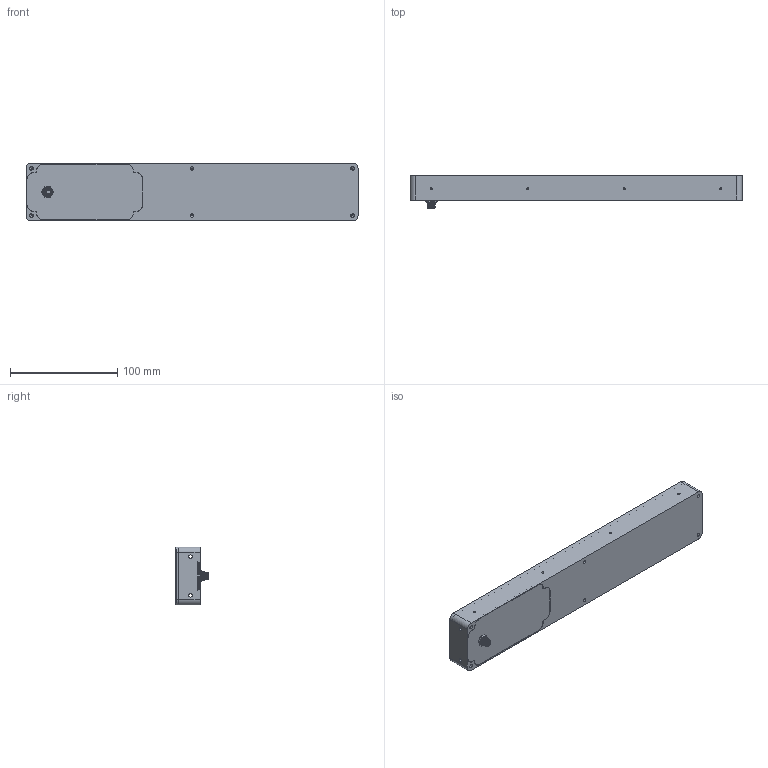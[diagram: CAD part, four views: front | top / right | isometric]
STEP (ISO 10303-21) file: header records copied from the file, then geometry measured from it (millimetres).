
FILE_DESCRIPTION(/* description */ ('CAx-IF Rec.Pracs.---Representation and Presentation of Product Manufacturing Information (PMI)---4.0---2014-10-13','CAx-IF Rec.Pracs.---3D Tessellated Geometry---0.4---2014-09-14','2;1'),/* implementation_level */ '2;1');
FILE_NAME(/* name */ 'WBL-0430',/* time_stamp */ '2024-12-13T13:01:09+01:00',/* author */ (''),/* organization */ ('Baumer'),/* preprocessor_version */ 'ST-DEVELOPER v19.4',/* originating_system */ 'Solid Edge',/* authorisation */ 'Unknown');
FILE_SCHEMA (('AP242_MANAGED_MODEL_BASED_3D_ENGINEERING_MIM_LF { 1 0 10303 442 1 1 4 }'));
Length unit declared in the file: millimetre
Products named in the file (1): WBL-0430
Bounding box: 310 x 30.8 x 54 mm (x, y, z)
Volume: 124658.8 mm3; surface area: 103638.1 mm2
Topology: 3 solids, 3 shells, 356 faces, 1033 edges, 681 vertices
Faces by surface type: plane 208, cylinder 128, cone 16, torus 4
Full cylindrical faces by diameter (mm): 1 x4, 2.05 x8, 3.3 x10, 5.8 x1, 6.5 x2, 6.9 x1, 7.1 x1, 8 x1
Entity records: 12463 total; most frequent: CARTESIAN_POINT 3010, DIRECTION 1956, ORIENTED_EDGE 1946, EDGE_CURVE 973, VERTEX_POINT 665, AXIS2_PLACEMENT_3D 658, LINE 640, VECTOR 640
